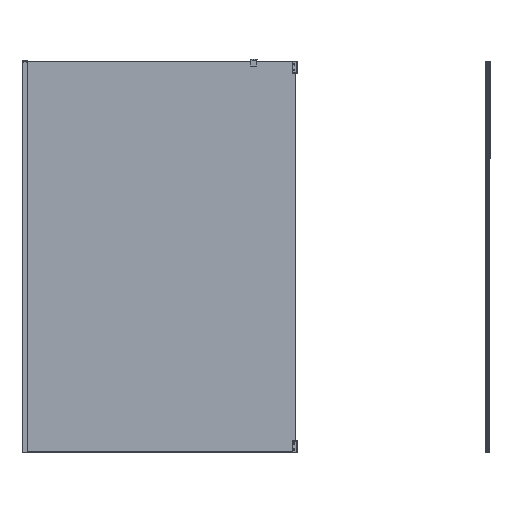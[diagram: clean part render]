
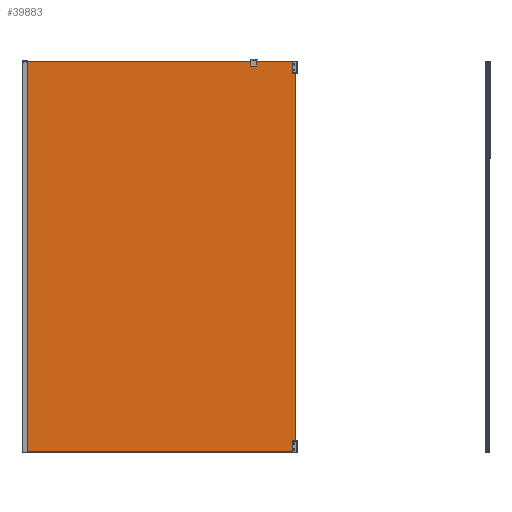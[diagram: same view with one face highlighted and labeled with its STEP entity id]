
A CAD part, top view. The second image highlights one B-rep face of the part: STEP entity #39883.
In plain terms, the highlighted planar face has unit normal (0, 0, 1).
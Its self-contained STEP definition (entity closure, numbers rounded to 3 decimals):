
#39883 = ADVANCED_FACE ( 'NONE', ( #52318 ), #111134, .F. ) ;
#45215 = AXIS2_PLACEMENT_3D ( 'NONE', #111195, #111223, #111207 ) ;
#52318 = FACE_OUTER_BOUND ( 'NONE', #126237, .T. ) ;
#53707 = ORIENTED_EDGE ( 'NONE', *, *, #72726, .T. ) ;
#53817 = ORIENTED_EDGE ( 'NONE', *, *, #72707, .T. ) ;
#53917 = ORIENTED_EDGE ( 'NONE', *, *, #72733, .T. ) ;
#53932 = ORIENTED_EDGE ( 'NONE', *, *, #72790, .T. ) ;
#72431 = VERTEX_POINT ( 'NONE', #93604 ) ;
#72440 = VERTEX_POINT ( 'NONE', #93651 ) ;
#72441 = VERTEX_POINT ( 'NONE', #93656 ) ;
#72449 = VERTEX_POINT ( 'NONE', #93608 ) ;
#72707 = EDGE_CURVE ( 'NONE', #72431, #72441, #94359, .T. ) ;
#72726 = EDGE_CURVE ( 'NONE', #72440, #72449, #94357, .T. ) ;
#72733 = EDGE_CURVE ( 'NONE', #72449, #72431, #94274, .T. ) ;
#72790 = EDGE_CURVE ( 'NONE', #72441, #72440, #94539, .T. ) ;
#84722 = CARTESIAN_POINT ( 'NONE',  ( 1., 1997., 10. ) ) ;
#84740 = DIRECTION ( 'NONE',  ( 0., -1., 0. ) ) ;
#84947 = CARTESIAN_POINT ( 'NONE',  ( 1394., 1997., 10. ) ) ;
#84949 = DIRECTION ( 'NONE',  ( 0., 1., 0. ) ) ;
#85215 = DIRECTION ( 'NONE',  ( -1., 0., 0. ) ) ;
#85282 = CARTESIAN_POINT ( 'NONE',  ( 0., 1996., 10. ) ) ;
#85821 = CARTESIAN_POINT ( 'NONE',  ( 0., 1., 10. ) ) ;
#85909 = DIRECTION ( 'NONE',  ( 1., 0., 0. ) ) ;
#93604 = CARTESIAN_POINT ( 'NONE',  ( 1., 1996., 10. ) ) ;
#93608 = CARTESIAN_POINT ( 'NONE',  ( 1394., 1996., 10. ) ) ;
#93651 = CARTESIAN_POINT ( 'NONE',  ( 1394., 1., 10. ) ) ;
#93656 = CARTESIAN_POINT ( 'NONE',  ( 1., 1., 10. ) ) ;
#94245 = VECTOR ( 'NONE', #84949, 1000. ) ;
#94274 = LINE ( 'NONE', #85282, #94452 ) ;
#94283 = VECTOR ( 'NONE', #84740, 1000. ) ;
#94357 = LINE ( 'NONE', #84947, #94245 ) ;
#94359 = LINE ( 'NONE', #84722, #94283 ) ;
#94452 = VECTOR ( 'NONE', #85215, 1000. ) ;
#94539 = LINE ( 'NONE', #85821, #94626 ) ;
#94626 = VECTOR ( 'NONE', #85909, 1000. ) ;
#111134 = PLANE ( 'NONE',  #45215 ) ;
#111195 = CARTESIAN_POINT ( 'NONE',  ( 0., 1997., 10. ) ) ;
#111207 = DIRECTION ( 'NONE',  ( -1., 0., 0. ) ) ;
#111223 = DIRECTION ( 'NONE',  ( 0., 0., -1. ) ) ;
#126237 = EDGE_LOOP ( 'NONE', ( #53707, #53917, #53817, #53932 ) ) ;
